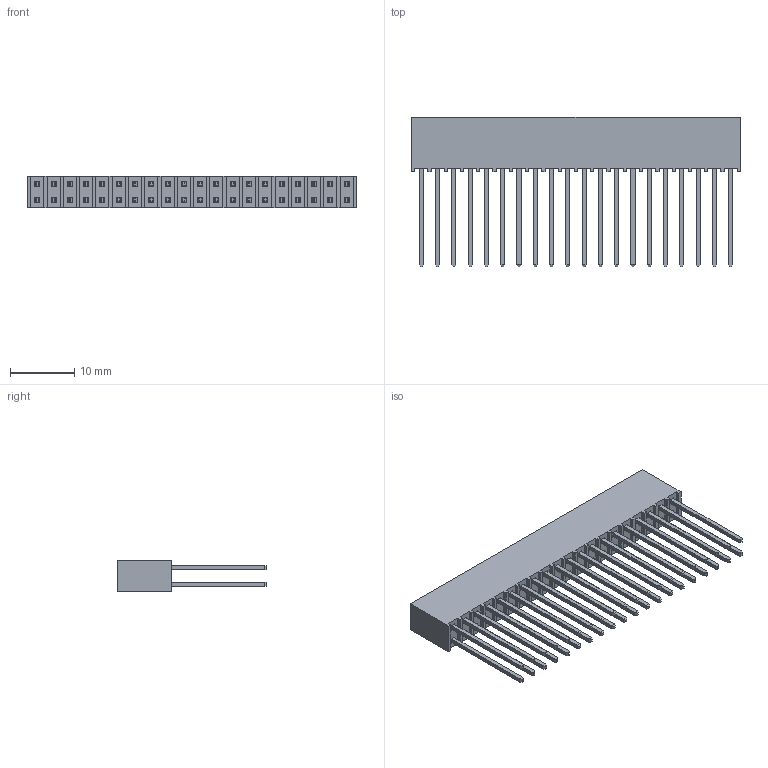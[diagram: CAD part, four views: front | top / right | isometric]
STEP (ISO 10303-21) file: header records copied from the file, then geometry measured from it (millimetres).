
FILE_DESCRIPTION(/* description */ ('STEP AP214'),/* implementation_level */ '2;1');
FILE_NAME(/* name */ 'SSQ-120-04-T-D',/* time_stamp */ '2024-10-16T20:26:11+02:00',/* author */ ('License CC BY-ND 4.0'),/* organization */ ('CADENAS'),/* preprocessor_version */ 'ST-DEVELOPER v19.3',/* originating_system */ 'PARTsolutions',/* authorisation */ ' ');
FILE_SCHEMA (('CONFIG_CONTROL_DESIGN','AUTOMOTIVE_DESIGN {1 0 10303 214 3 1 1}'));
Length unit declared in the file: inch
Products named in the file (3): SSQ-120-04-T-D; T1SSQ-120-04-T-D; P2SSQ-120-04-T-D
Assembly tree (2 placements, depth 2):
  SSQ-120-04-T-D
    T1SSQ-120-04-T-D
    P2SSQ-120-04-T-D
Bounding box: 51.31 x 23.34 x 4.95 mm (x, y, z)
Volume: 2137.1 mm3; surface area: 4451.3 mm2
Topology: 2 solids, 2 shells, 572 faces, 1584 edges, 1056 vertices
Faces by surface type: plane 572
Entity records: 18106 total; most frequent: CARTESIAN_POINT 3215, ORIENTED_EDGE 3168, DIRECTION 2734, EDGE_CURVE 1584, LINE 1584, VECTOR 1584, VERTEX_POINT 1056, EDGE_LOOP 692
